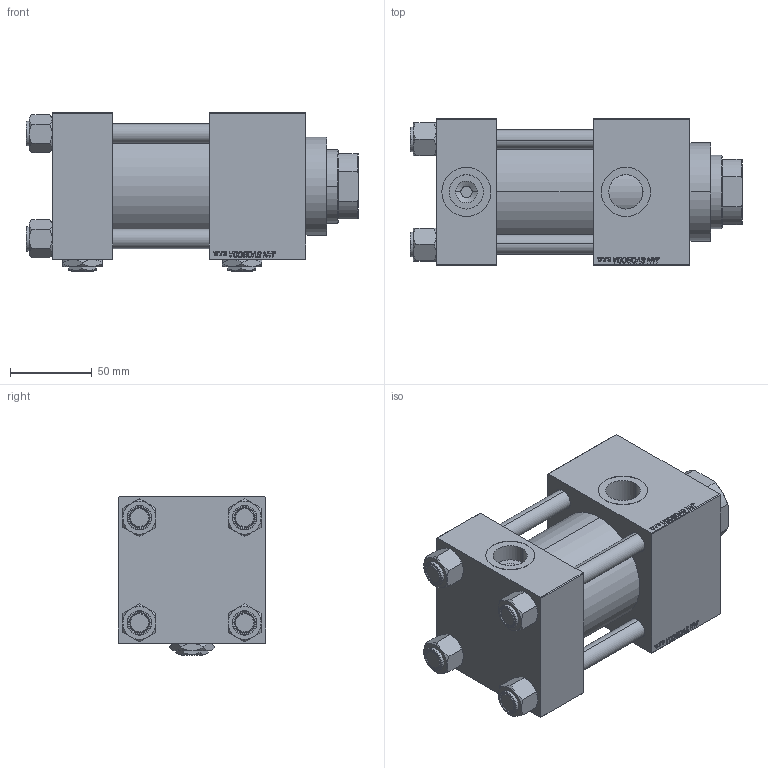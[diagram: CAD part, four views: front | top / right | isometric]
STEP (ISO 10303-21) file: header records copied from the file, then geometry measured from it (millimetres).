
FILE_DESCRIPTION (( 'STEP AP203' ), '1' );
FILE_NAME ('5119.STEP', '2025-02-27T07:36:54', ( '' ), ( '' ), 'SwSTEP 2.0', 'SolidWorks 2019', '' );
FILE_SCHEMA (( 'CONFIG_CONTROL_DESIGN' ));
Length unit declared in the file: millimetre
Products named in the file (7): 5119; V215CR_VCP_C 1e63fe58174a1517d33e401bee0d91c1; V215CR_C_TYCINKA 1e63fe58174a1517d33e401bee0d91c1; V215CR_C_Body 1e63fe58174a1517d33e401bee0d91c1; V215_VC_A 1e63fe58174a1517d33e401bee0d91c1; Zatka_pro_OIL_PORT 1e63fe58174a1517d33e401bee0d91c1; NUT_M5_C 1e63fe58174a1517d33e401bee0d91c1
Assembly tree (13 placements, depth 2):
  5119
    V215CR_C_Body 1e63fe58174a1517d33e401bee0d91c1
    V215CR_VCP_C 1e63fe58174a1517d33e401bee0d91c1
    NUT_M5_C 1e63fe58174a1517d33e401bee0d91c1  x4
    V215CR_C_TYCINKA 1e63fe58174a1517d33e401bee0d91c1  x4
    V215_VC_A 1e63fe58174a1517d33e401bee0d91c1
    Zatka_pro_OIL_PORT 1e63fe58174a1517d33e401bee0d91c1  x2
Bounding box: 203 x 90 x 97 mm (x, y, z)
Volume: 991563 mm3; surface area: 194717 mm2
Topology: 13 solids, 13 shells, 1247 faces, 3104 edges, 2003 vertices
Faces by surface type: plane 573, bspline 392, cone 178, cylinder 96, torus 8
Entity records: 52224 total; most frequent: CARTESIAN_POINT 27758, ORIENTED_EDGE 5508, DIRECTION 3538, EDGE_CURVE 2754, VERTEX_POINT 1801, VECTOR 1638, LINE 1638, EDGE_LOOP 1219
